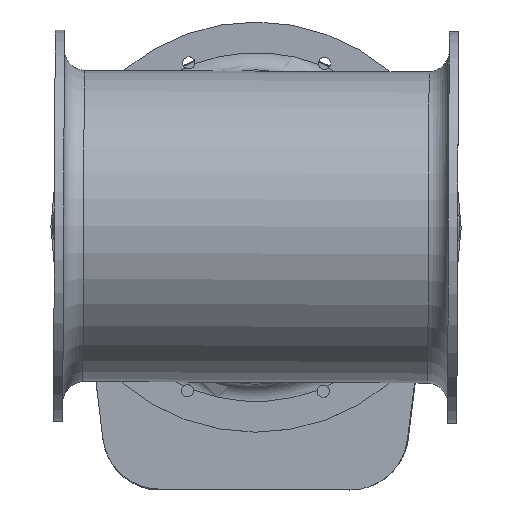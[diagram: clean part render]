
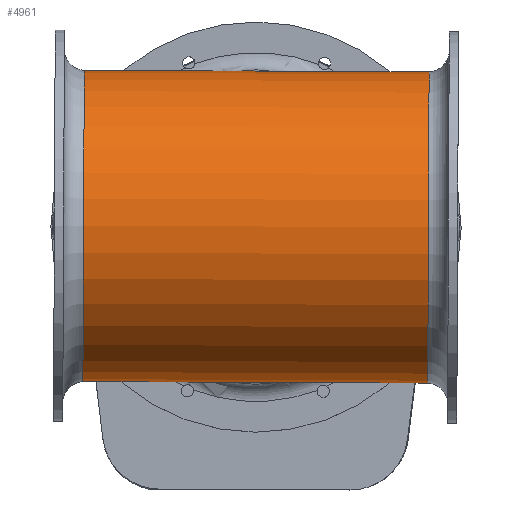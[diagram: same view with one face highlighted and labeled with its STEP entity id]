
A CAD part, top view. The second image highlights one B-rep face of the part: STEP entity #4961.
In plain terms, the highlighted cylindrical face has radius 135 mm (diameter 270 mm), a full revolution.
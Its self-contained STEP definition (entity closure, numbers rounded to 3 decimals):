
#102=B_SPLINE_CURVE_WITH_KNOTS('',3,(#8533,#8534,#8535,#8536,#8537,#8538,
#8539,#8540,#8541,#8542,#8543,#8544,#8545,#8546,#8547,#8548,#8549,#8550,
#8551,#8552,#8553,#8554,#8555,#8556,#8557,#8558,#8559,#8560,#8561,#8562,
#8563,#8564,#8565,#8566,#8567,#8568,#8569,#8570,#8571,#8572,#8573,#8574,
#8575,#8576,#8577,#8578,#8579,#8580,#8581,#8582,#8583,#8584,#8585),
 .UNSPECIFIED.,.T.,.F.,(4,1,1,1,1,1,1,1,1,1,1,1,1,1,1,1,1,1,1,1,1,1,1,1,
1,1,1,1,1,1,1,1,1,1,1,1,1,1,1,1,1,1,1,1,1,1,1,1,1,1,4),(-85.813,
-84.281,-82.748,-81.216,-79.683,
-78.151,-76.619,-73.554,-72.022,
-70.489,-68.957,-67.424,-65.381,
-63.338,-61.295,-58.571,-57.209,
-55.165,-53.122,-51.079,-50.058,
-49.036,-46.993,-44.95,-43.928,
-42.906,-40.863,-39.842,-36.777,
-35.755,-34.734,-32.691,-30.647,
-28.604,-27.583,-26.561,-24.518,
-22.475,-20.432,-18.388,-16.345,
-15.324,-14.302,-12.259,-10.727,
-9.194,-6.129,-4.597,-3.065,
-1.532,0.),.UNSPECIFIED.);
#492=FACE_BOUND('',#1426,.T.);
#493=FACE_BOUND('',#1427,.T.);
#958=CYLINDRICAL_SURFACE('',#5342,135.);
#1100=FACE_OUTER_BOUND('',#1425,.T.);
#1425=EDGE_LOOP('',(#3510));
#1426=EDGE_LOOP('',(#3511));
#1427=EDGE_LOOP('',(#3512));
#1785=CIRCLE('',#5343,135.);
#1786=CIRCLE('',#5344,135.);
#2054=VERTEX_POINT('',#8477);
#2057=VERTEX_POINT('',#8590);
#2058=VERTEX_POINT('',#8592);
#2598=EDGE_CURVE('',#2054,#2054,#102,.T.);
#2600=EDGE_CURVE('',#2057,#2057,#1785,.T.);
#2601=EDGE_CURVE('',#2058,#2058,#1786,.T.);
#3510=ORIENTED_EDGE('',*,*,#2600,.T.);
#3511=ORIENTED_EDGE('',*,*,#2601,.F.);
#3512=ORIENTED_EDGE('',*,*,#2598,.F.);
#4961=ADVANCED_FACE('',(#1100,#492,#493),#958,.T.);
#5342=AXIS2_PLACEMENT_3D('',#8589,#6052,#6053);
#5343=AXIS2_PLACEMENT_3D('',#8591,#6054,#6055);
#5344=AXIS2_PLACEMENT_3D('',#8593,#6056,#6057);
#6052=DIRECTION('center_axis',(-1.,0.004,0.));
#6053=DIRECTION('ref_axis',(0.004,1.,0.));
#6054=DIRECTION('center_axis',(-1.,0.004,0.));
#6055=DIRECTION('ref_axis',(0.004,1.,0.));
#6056=DIRECTION('center_axis',(-1.,0.004,0.));
#6057=DIRECTION('ref_axis',(0.004,1.,0.));
#8477=CARTESIAN_POINT('',(-0.538,-124.008,180.346));
#8533=CARTESIAN_POINT('Ctrl Pts',(-0.539,-124.008,
180.347));
#8534=CARTESIAN_POINT('Ctrl Pts',(-6.209,-123.983,180.346));
#8535=CARTESIAN_POINT('Ctrl Pts',(-17.521,-123.407,179.095));
#8536=CARTESIAN_POINT('Ctrl Pts',(-33.649,-121.064,174.13));
#8537=CARTESIAN_POINT('Ctrl Pts',(-48.563,-117.455,167.34));
#8538=CARTESIAN_POINT('Ctrl Pts',(-62.545,-112.655,159.502));
#8539=CARTESIAN_POINT('Ctrl Pts',(-75.7,-106.651,151.13));
#8540=CARTESIAN_POINT('Ctrl Pts',(-91.991,-97.185,139.875));
#8541=CARTESIAN_POINT('Ctrl Pts',(-106.816,-85.19,128.733));
#8542=CARTESIAN_POINT('Ctrl Pts',(-119.525,-70.76,118.787));
#8543=CARTESIAN_POINT('Ctrl Pts',(-127.927,-58.57,112.059));
#8544=CARTESIAN_POINT('Ctrl Pts',(-134.87,-45.184,106.407));
#8545=CARTESIAN_POINT('Ctrl Pts',(-140.713,-29.026,101.582));
#8546=CARTESIAN_POINT('Ctrl Pts',(-144.295,-10.031,98.566));
#8547=CARTESIAN_POINT('Ctrl Pts',(-144.209,11.227,98.561));
#8548=CARTESIAN_POINT('Ctrl Pts',(-139.675,34.22,102.21));
#8549=CARTESIAN_POINT('Ctrl Pts',(-131.501,53.045,108.807));
#8550=CARTESIAN_POINT('Ctrl Pts',(-120.614,69.733,117.448));
#8551=CARTESIAN_POINT('Ctrl Pts',(-109.411,82.696,126.176));
#8552=CARTESIAN_POINT('Ctrl Pts',(-94.909,95.147,137.076));
#8553=CARTESIAN_POINT('Ctrl Pts',(-81.571,103.638,146.536));
#8554=CARTESIAN_POINT('Ctrl Pts',(-70.301,109.33,153.985));
#8555=CARTESIAN_POINT('Ctrl Pts',(-58.473,114.358,161.32));
#8556=CARTESIAN_POINT('Ctrl Pts',(-42.78,119.331,169.919));
#8557=CARTESIAN_POINT('Ctrl Pts',(-25.549,122.515,176.695));
#8558=CARTESIAN_POINT('Ctrl Pts',(-10.797,123.823,179.794));
#8559=CARTESIAN_POINT('Ctrl Pts',(4.328,124.228,180.908));
#8560=CARTESIAN_POINT('Ctrl Pts',(19.423,123.216,178.655));
#8561=CARTESIAN_POINT('Ctrl Pts',(40.556,119.814,171.612));
#8562=CARTESIAN_POINT('Ctrl Pts',(56.592,115.106,163.104));
#8563=CARTESIAN_POINT('Ctrl Pts',(71.379,108.654,153.902));
#8564=CARTESIAN_POINT('Ctrl Pts',(82.59,102.856,146.449));
#8565=CARTESIAN_POINT('Ctrl Pts',(95.824,94.242,137.006));
#8566=CARTESIAN_POINT('Ctrl Pts',(110.145,81.723,126.159));
#8567=CARTESIAN_POINT('Ctrl Pts',(120.554,69.454,117.967));
#8568=CARTESIAN_POINT('Ctrl Pts',(127.822,58.412,112.135));
#8569=CARTESIAN_POINT('Ctrl Pts',(134.19,46.711,106.966));
#8570=CARTESIAN_POINT('Ctrl Pts',(140.388,30.743,101.855));
#8571=CARTESIAN_POINT('Ctrl Pts',(144.297,10.043,98.565));
#8572=CARTESIAN_POINT('Ctrl Pts',(144.204,-11.246,98.565));
#8573=CARTESIAN_POINT('Ctrl Pts',(140.14,-31.886,101.836));
#8574=CARTESIAN_POINT('Ctrl Pts',(133.773,-47.909,106.972));
#8575=CARTESIAN_POINT('Ctrl Pts',(127.221,-59.661,112.206));
#8576=CARTESIAN_POINT('Ctrl Pts',(119.917,-70.532,117.991));
#8577=CARTESIAN_POINT('Ctrl Pts',(110.388,-81.564,125.413));
#8578=CARTESIAN_POINT('Ctrl Pts',(98.515,-92.12,134.374));
#8579=CARTESIAN_POINT('Ctrl Pts',(83.194,-103.058,145.481));
#8580=CARTESIAN_POINT('Ctrl Pts',(66.138,-111.666,156.939));
#8581=CARTESIAN_POINT('Ctrl Pts',(47.536,-117.874,167.347));
#8582=CARTESIAN_POINT('Ctrl Pts',(32.539,-121.362,174.151));
#8583=CARTESIAN_POINT('Ctrl Pts',(16.475,-123.549,179.086));
#8584=CARTESIAN_POINT('Ctrl Pts',(5.132,-124.033,180.348));
#8585=CARTESIAN_POINT('Ctrl Pts',(-0.539,-124.008,
180.347));
#8589=CARTESIAN_POINT('Origin',(-74.818,0.324,233.7));
#8590=CARTESIAN_POINT('',(150.222,134.35,233.7));
#8591=CARTESIAN_POINT('Origin',(149.637,-0.649,233.7));
#8592=CARTESIAN_POINT('',(-149.052,135.648,233.7));
#8593=CARTESIAN_POINT('Origin',(-149.637,0.649,233.7));
